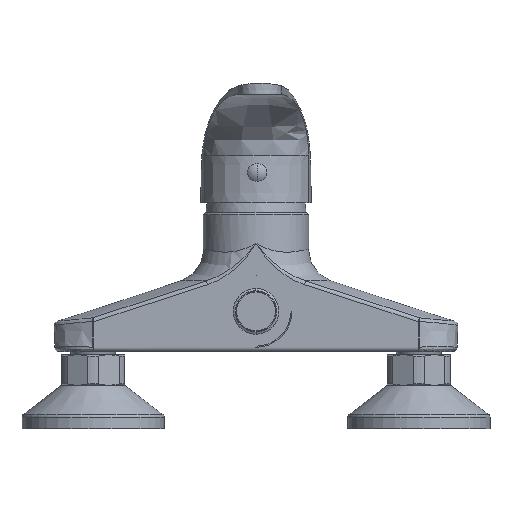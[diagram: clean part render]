
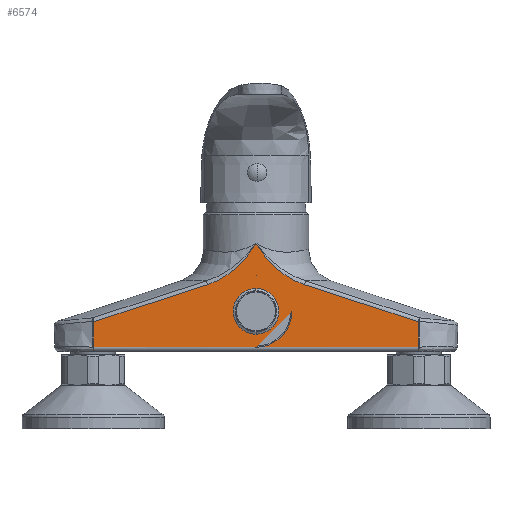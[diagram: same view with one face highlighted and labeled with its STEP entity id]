
A CAD part, front view. The second image highlights one B-rep face of the part: STEP entity #6574.
In plain terms, the highlighted planar face has unit normal (0, -1, 0).
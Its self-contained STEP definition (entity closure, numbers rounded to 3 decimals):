
#742=CARTESIAN_POINT('',(-0.001,-17.65,
49.786));
#749=CARTESIAN_POINT('',(0.,-17.65,18.5));
#750=DIRECTION('',(0.,1.,0.));
#751=DIRECTION('',(0.,0.,-1.));
#752=AXIS2_PLACEMENT_3D('',#749,#750,#751);
#754=DIRECTION('',(1.,0.,0.));
#755=VECTOR('',#754,74.939);
#756=CARTESIAN_POINT('',(-74.939,-17.65,2.));
#757=LINE('',#756,#755);
#758=CARTESIAN_POINT('',(-74.679,-17.65,13.757));
#759=CARTESIAN_POINT('',(-74.702,-17.65,12.314));
#760=CARTESIAN_POINT('',(-74.754,-17.65,9.519));
#761=CARTESIAN_POINT('',(-74.84,-17.65,5.609));
#762=CARTESIAN_POINT('',(-74.905,-17.65,3.174));
#763=CARTESIAN_POINT('',(-74.939,-17.65,2.));
#765=CARTESIAN_POINT('',(-74.679,-17.65,13.757));
#766=CARTESIAN_POINT('',(-68.818,-17.65,15.663));
#767=CARTESIAN_POINT('',(-57.125,-17.65,19.465));
#768=CARTESIAN_POINT('',(-39.82,-17.65,25.092));
#769=CARTESIAN_POINT('',(-28.13,-17.65,28.892));
#770=CARTESIAN_POINT('',(-22.273,-17.65,30.796));
#772=CARTESIAN_POINT('',(-22.273,-17.65,30.796));
#773=CARTESIAN_POINT('',(-21.911,-17.65,30.914));
#774=CARTESIAN_POINT('',(-21.186,-17.65,31.164));
#775=CARTESIAN_POINT('',(-20.096,-17.65,31.582));
#776=CARTESIAN_POINT('',(-19.006,-17.65,32.045));
#777=CARTESIAN_POINT('',(-17.918,-17.65,32.552));
#778=CARTESIAN_POINT('',(-16.834,-17.65,33.103));
#779=CARTESIAN_POINT('',(-15.757,-17.65,33.699));
#780=CARTESIAN_POINT('',(-14.687,-17.65,34.339));
#781=CARTESIAN_POINT('',(-13.627,-17.65,35.023));
#782=CARTESIAN_POINT('',(-12.579,-17.65,35.751));
#783=CARTESIAN_POINT('',(-11.542,-17.65,36.524));
#784=CARTESIAN_POINT('',(-10.516,-17.65,37.344));
#785=CARTESIAN_POINT('',(-9.503,-17.65,38.211));
#786=CARTESIAN_POINT('',(-8.499,-17.65,39.13));
#787=CARTESIAN_POINT('',(-7.504,-17.65,40.103));
#788=CARTESIAN_POINT('',(-6.512,-17.65,41.138));
#789=CARTESIAN_POINT('',(-5.519,-17.65,42.243));
#790=CARTESIAN_POINT('',(-4.515,-17.65,43.436));
#791=CARTESIAN_POINT('',(-3.49,-17.65,44.733));
#792=CARTESIAN_POINT('',(-2.423,-17.65,46.171));
#793=CARTESIAN_POINT('',(-1.282,-17.65,47.808));
#794=CARTESIAN_POINT('',(-0.438,-17.65,
49.095));
#795=CARTESIAN_POINT('',(0.,-17.65,49.784));
#797=CARTESIAN_POINT('',(22.273,-17.65,30.796));
#798=CARTESIAN_POINT('',(21.911,-17.65,30.914));
#799=CARTESIAN_POINT('',(21.184,-17.65,31.164));
#800=CARTESIAN_POINT('',(20.093,-17.65,31.584));
#801=CARTESIAN_POINT('',(19.001,-17.65,32.047));
#802=CARTESIAN_POINT('',(17.912,-17.65,32.555));
#803=CARTESIAN_POINT('',(16.827,-17.65,33.107));
#804=CARTESIAN_POINT('',(15.748,-17.65,33.704));
#805=CARTESIAN_POINT('',(14.677,-17.65,34.345));
#806=CARTESIAN_POINT('',(13.616,-17.65,35.03));
#807=CARTESIAN_POINT('',(12.566,-17.65,35.76));
#808=CARTESIAN_POINT('',(11.528,-17.65,36.535));
#809=CARTESIAN_POINT('',(10.502,-17.65,37.356));
#810=CARTESIAN_POINT('',(9.488,-17.65,38.224));
#811=CARTESIAN_POINT('',(8.483,-17.65,39.145));
#812=CARTESIAN_POINT('',(7.486,-17.65,40.12));
#813=CARTESIAN_POINT('',(6.494,-17.65,41.157));
#814=CARTESIAN_POINT('',(5.498,-17.65,42.267));
#815=CARTESIAN_POINT('',(4.496,-17.65,43.459));
#816=CARTESIAN_POINT('',(3.47,-17.65,44.759));
#817=CARTESIAN_POINT('',(2.394,-17.65,46.211));
#818=CARTESIAN_POINT('',(1.252,-17.65,47.853));
#819=CARTESIAN_POINT('',(0.426,-17.65,49.115));
#820=CARTESIAN_POINT('',(0.,-17.65,49.784));
#822=CARTESIAN_POINT('',(74.679,-17.65,13.757));
#823=CARTESIAN_POINT('',(68.743,-17.65,15.687));
#824=CARTESIAN_POINT('',(56.948,-17.65,19.523));
#825=CARTESIAN_POINT('',(39.481,-17.65,25.202));
#826=CARTESIAN_POINT('',(27.985,-17.65,28.94));
#827=CARTESIAN_POINT('',(22.273,-17.65,30.796));
#829=CARTESIAN_POINT('',(74.679,-17.65,13.757));
#830=CARTESIAN_POINT('',(74.702,-17.65,12.313));
#831=CARTESIAN_POINT('',(74.754,-17.65,9.517));
#832=CARTESIAN_POINT('',(74.84,-17.65,5.608));
#833=CARTESIAN_POINT('',(74.905,-17.65,3.173));
#834=CARTESIAN_POINT('',(74.939,-17.65,2.));
#836=DIRECTION('',(1.,0.,0.));
#837=VECTOR('',#836,74.939);
#838=CARTESIAN_POINT('',(0.,-17.65,
2.));
#839=LINE('',#838,#837);
#840=CARTESIAN_POINT('',(0.,-17.65,18.5));
#841=DIRECTION('',(0.,1.,0.));
#842=DIRECTION('',(0.,0.,1.));
#843=AXIS2_PLACEMENT_3D('',#840,#841,#842);
#1269=CARTESIAN_POINT('',(74.939,-17.65,2.));
#1781=CARTESIAN_POINT('',(-74.939,-17.65,
2.));
#4934=VERTEX_POINT('',#822);
#4935=VERTEX_POINT('',#827);
#4937=VERTEX_POINT('',#742);
#4940=VERTEX_POINT('',#765);
#4941=VERTEX_POINT('',#770);
#4988=VERTEX_POINT('',#1269);
#4989=VERTEX_POINT('',#1781);
#5018=CARTESIAN_POINT('',(0.,-17.65,2.));
#5019=CARTESIAN_POINT('',(0.,-17.65,35.));
#5020=VERTEX_POINT('',#5018);
#5021=VERTEX_POINT('',#5019);
#6549=CARTESIAN_POINT('',(0.,-17.65,0.));
#6550=DIRECTION('',(0.,1.,0.));
#6551=DIRECTION('',(1.,0.,0.));
#6552=AXIS2_PLACEMENT_3D('',#6549,#6550,#6551);
#6553=PLANE('',#6552);
#6555=ORIENTED_EDGE('',*,*,#6554,.F.);
#6557=ORIENTED_EDGE('',*,*,#6556,.F.);
#6559=ORIENTED_EDGE('',*,*,#6558,.F.);
#6561=ORIENTED_EDGE('',*,*,#6560,.T.);
#6563=ORIENTED_EDGE('',*,*,#6562,.T.);
#6564=ORIENTED_EDGE('',*,*,#6489,.F.);
#6565=ORIENTED_EDGE('',*,*,#6530,.F.);
#6567=ORIENTED_EDGE('',*,*,#6566,.T.);
#6569=ORIENTED_EDGE('',*,*,#6568,.F.);
#6571=ORIENTED_EDGE('',*,*,#6570,.F.);
#6572=EDGE_LOOP('',(#6555,#6557,#6559,#6561,#6563,#6564,#6565,#6567,#6569,
#6571));
#6573=FACE_OUTER_BOUND('',#6572,.F.);
#6574=ADVANCED_FACE('',(#6573),#6553,.F.);
#753=CIRCLE('',#752,16.5);
#764=B_SPLINE_CURVE_WITH_KNOTS('',3,(#758,#759,#760,#761,#762,#763),
.UNSPECIFIED.,.F.,.F.,(4,1,1,4),(0.,0.333,0.667,1.),
.UNSPECIFIED.);
#771=B_SPLINE_CURVE_WITH_KNOTS('',3,(#765,#766,#767,#768,#769,#770),
.UNSPECIFIED.,.F.,.F.,(4,1,1,4),(0.,0.333,0.667,1.),
.UNSPECIFIED.);
#796=B_SPLINE_CURVE_WITH_KNOTS('',3,(#772,#773,#774,#775,#776,#777,#778,#779,
#780,#781,#782,#783,#784,#785,#786,#787,#788,#789,#790,#791,#792,#793,#794,
#795),.UNSPECIFIED.,.F.,.F.,(4,1,1,1,1,1,1,1,1,1,1,1,1,1,1,1,1,1,1,1,1,4),(0.,
0.048,0.095,0.143,0.19,
0.238,0.286,0.333,0.381,
0.429,0.476,0.524,0.571,
0.619,0.667,0.714,0.762,
0.81,0.857,0.905,0.952,1.),
.UNSPECIFIED.);
#821=B_SPLINE_CURVE_WITH_KNOTS('',3,(#797,#798,#799,#800,#801,#802,#803,#804,
#805,#806,#807,#808,#809,#810,#811,#812,#813,#814,#815,#816,#817,#818,#819,
#820),.UNSPECIFIED.,.F.,.F.,(4,1,1,1,1,1,1,1,1,1,1,1,1,1,1,1,1,1,1,1,1,4),(0.,
0.048,0.095,0.143,0.19,
0.238,0.286,0.333,0.381,
0.429,0.476,0.524,0.571,
0.619,0.667,0.714,0.762,
0.81,0.857,0.905,0.952,1.),
.UNSPECIFIED.);
#828=B_SPLINE_CURVE_WITH_KNOTS('',3,(#822,#823,#824,#825,#826,#827),
.UNSPECIFIED.,.F.,.F.,(4,1,1,4),(0.,0.333,0.667,1.),
.UNSPECIFIED.);
#835=B_SPLINE_CURVE_WITH_KNOTS('',3,(#829,#830,#831,#832,#833,#834),
.UNSPECIFIED.,.F.,.F.,(4,1,1,4),(0.,0.333,0.667,1.),
.UNSPECIFIED.);
#844=CIRCLE('',#843,16.5);
#6489=EDGE_CURVE('',#4935,#4937,#821,.T.);
#6530=EDGE_CURVE('',#4934,#4935,#828,.T.);
#6554=EDGE_CURVE('',#5020,#5021,#753,.T.);
#6556=EDGE_CURVE('',#4989,#5020,#757,.T.);
#6558=EDGE_CURVE('',#4940,#4989,#764,.T.);
#6560=EDGE_CURVE('',#4940,#4941,#771,.T.);
#6562=EDGE_CURVE('',#4941,#4937,#796,.T.);
#6566=EDGE_CURVE('',#4934,#4988,#835,.T.);
#6568=EDGE_CURVE('',#5020,#4988,#839,.T.);
#6570=EDGE_CURVE('',#5021,#5020,#844,.T.);
